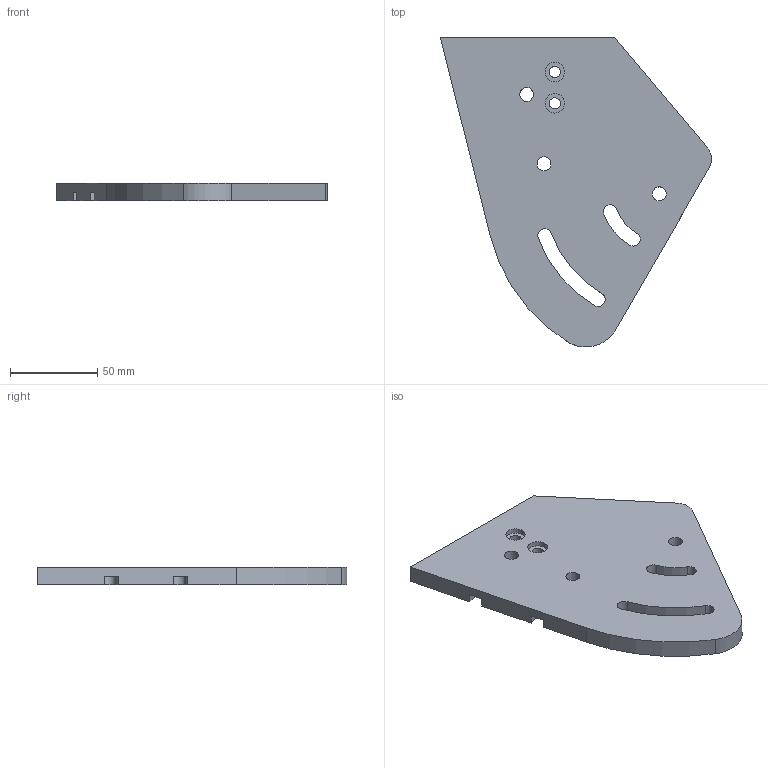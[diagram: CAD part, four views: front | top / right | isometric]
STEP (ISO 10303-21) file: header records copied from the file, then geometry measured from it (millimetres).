
FILE_DESCRIPTION((''),'2;1');
FILE_NAME('PLAQUE_ALT_D','2021-10-06T18:19:39',('laure'),(''),'CREO PARAMETRIC BY PTC INC, 2020281','CREO PARAMETRIC BY PTC INC, 2020281','');
FILE_SCHEMA(('CONFIG_CONTROL_DESIGN'));
Length unit declared in the file: millimetre
Products named in the file (1): PLAQUE_ALT_D
Bounding box: 155.68 x 177.85 x 10 mm (x, y, z)
Volume: 170122.8 mm3; surface area: 43887.1 mm2
Topology: 1 solids, 3 shells, 55 faces, 147 edges, 96 vertices
Faces by surface type: cylinder 35, plane 16, cone 4
Entity records: 1796 total; most frequent: DIRECTION 329, CARTESIAN_POINT 295, ORIENTED_EDGE 278, EDGE_CURVE 143, AXIS2_PLACEMENT_3D 130, VERTEX_POINT 96, EDGE_LOOP 75, CIRCLE 74
